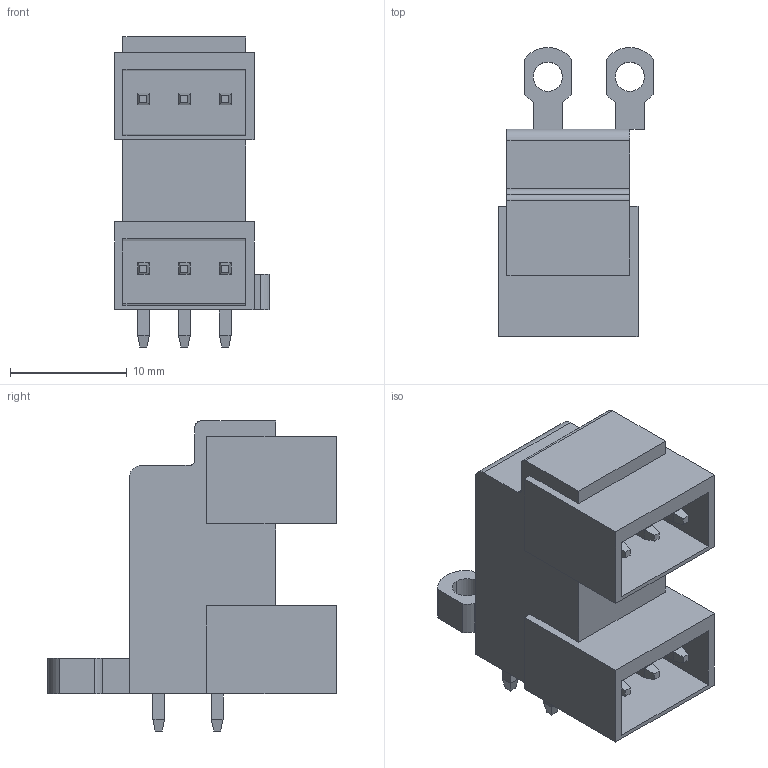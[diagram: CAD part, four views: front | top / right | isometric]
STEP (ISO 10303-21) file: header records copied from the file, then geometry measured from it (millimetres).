
FILE_DESCRIPTION(('CATIA V5 STEP Exchange','CAx-IF Rec.Pracs.--- Model Styling and Organization---1.4--- 2014-01-23'),'2;1');
FILE_NAME ('D1488739_0_1255060000_1255060000.stp','2021-06-07T08:12:59+00:00',('none'),('Weidmueller'),'CATIA Version 5-6 Release 2016 SP3 HF44','CATIA V5 STEP AP214','none');
FILE_SCHEMA(('AUTOMOTIVE_DESIGN { 1 0 10303 214 1 1 1 1 }'));
Length unit declared in the file: millimetre
Products named in the file (1): 1255060000
Bounding box: 13.2 x 24.7 x 26.5 mm (x, y, z)
Volume: 3118.6 mm3; surface area: 3453.6 mm2
Topology: 7 solids, 7 shells, 190 faces, 473 edges, 299 vertices
Faces by surface type: plane 175, cylinder 15
Entity records: 5558 total; most frequent: ORIENTED_EDGE 946, CARTESIAN_POINT 930, DIRECTION 787, EDGE_CURVE 473, VECTOR 443, LINE 443, VERTEX_POINT 299, EDGE_LOOP 208
